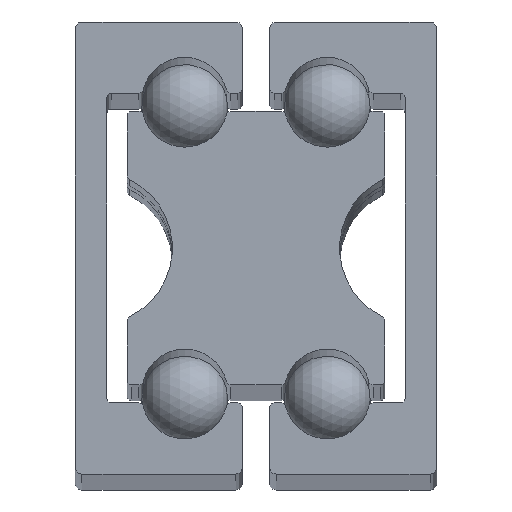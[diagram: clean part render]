
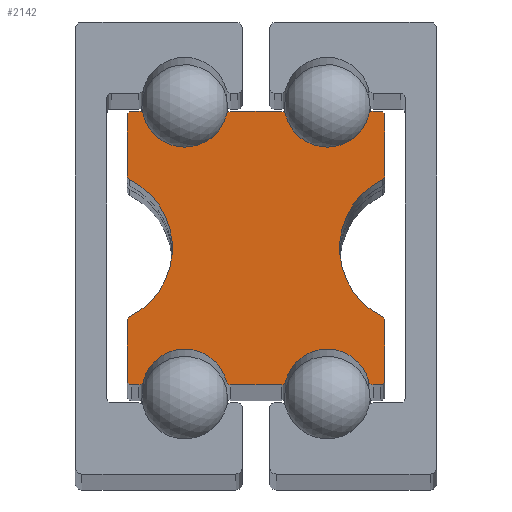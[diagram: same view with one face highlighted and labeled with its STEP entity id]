
A CAD part, top view. The second image highlights one B-rep face of the part: STEP entity #2142.
In plain terms, the highlighted planar face has unit normal (0, 0, 1).
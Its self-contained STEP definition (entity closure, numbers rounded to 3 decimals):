
#67=PLANE('',#2499);
#139=LINE('',#3844,#251);
#143=LINE('',#3856,#255);
#149=LINE('',#3880,#261);
#155=LINE('',#3904,#267);
#157=LINE('',#3913,#269);
#161=LINE('',#3923,#273);
#165=LINE('',#3935,#277);
#171=LINE('',#3959,#283);
#177=LINE('',#3983,#289);
#179=LINE('',#3992,#291);
#251=VECTOR('',#3082,1000.);
#255=VECTOR('',#3094,1000.);
#261=VECTOR('',#3120,1000.);
#267=VECTOR('',#3146,1000.);
#269=VECTOR('',#3158,1000.);
#273=VECTOR('',#3170,1000.);
#277=VECTOR('',#3182,1000.);
#283=VECTOR('',#3208,1000.);
#289=VECTOR('',#3234,1000.);
#291=VECTOR('',#3246,1000.);
#647=ORIENTED_EDGE('',*,*,#888,.T.);
#648=ORIENTED_EDGE('',*,*,#891,.T.);
#649=ORIENTED_EDGE('',*,*,#894,.T.);
#650=ORIENTED_EDGE('',*,*,#897,.T.);
#651=ORIENTED_EDGE('',*,*,#900,.F.);
#652=ORIENTED_EDGE('',*,*,#903,.T.);
#653=ORIENTED_EDGE('',*,*,#906,.T.);
#654=ORIENTED_EDGE('',*,*,#909,.T.);
#655=ORIENTED_EDGE('',*,*,#912,.F.);
#656=ORIENTED_EDGE('',*,*,#915,.T.);
#657=ORIENTED_EDGE('',*,*,#918,.T.);
#658=ORIENTED_EDGE('',*,*,#921,.T.);
#659=ORIENTED_EDGE('',*,*,#923,.T.);
#660=ORIENTED_EDGE('',*,*,#830,.T.);
#661=ORIENTED_EDGE('',*,*,#837,.F.);
#662=ORIENTED_EDGE('',*,*,#843,.T.);
#663=ORIENTED_EDGE('',*,*,#930,.T.);
#664=ORIENTED_EDGE('',*,*,#933,.T.);
#665=ORIENTED_EDGE('',*,*,#936,.T.);
#666=ORIENTED_EDGE('',*,*,#939,.T.);
#667=ORIENTED_EDGE('',*,*,#942,.F.);
#668=ORIENTED_EDGE('',*,*,#945,.T.);
#669=ORIENTED_EDGE('',*,*,#948,.T.);
#670=ORIENTED_EDGE('',*,*,#951,.T.);
#671=ORIENTED_EDGE('',*,*,#954,.F.);
#672=ORIENTED_EDGE('',*,*,#957,.T.);
#673=ORIENTED_EDGE('',*,*,#960,.T.);
#674=ORIENTED_EDGE('',*,*,#963,.T.);
#675=ORIENTED_EDGE('',*,*,#965,.T.);
#676=ORIENTED_EDGE('',*,*,#850,.T.);
#677=ORIENTED_EDGE('',*,*,#857,.F.);
#678=ORIENTED_EDGE('',*,*,#863,.T.);
#830=EDGE_CURVE('',#1879,#1878,#1005,.T.);
#837=EDGE_CURVE('',#1883,#1878,#1006,.T.);
#843=EDGE_CURVE('',#1883,#1887,#1007,.T.);
#850=EDGE_CURVE('',#1895,#1894,#1008,.T.);
#857=EDGE_CURVE('',#1899,#1894,#1009,.T.);
#863=EDGE_CURVE('',#1899,#1903,#1010,.T.);
#888=EDGE_CURVE('',#1903,#1921,#139,.T.);
#891=EDGE_CURVE('',#1921,#1923,#1020,.T.);
#894=EDGE_CURVE('',#1923,#1925,#143,.T.);
#897=EDGE_CURVE('',#1925,#1927,#1022,.T.);
#900=EDGE_CURVE('',#1929,#1927,#1024,.T.);
#903=EDGE_CURVE('',#1929,#1931,#1026,.T.);
#906=EDGE_CURVE('',#1931,#1933,#149,.T.);
#909=EDGE_CURVE('',#1933,#1935,#1028,.T.);
#912=EDGE_CURVE('',#1937,#1935,#1030,.T.);
#915=EDGE_CURVE('',#1937,#1939,#1032,.T.);
#918=EDGE_CURVE('',#1939,#1941,#155,.T.);
#921=EDGE_CURVE('',#1941,#1943,#1034,.T.);
#923=EDGE_CURVE('',#1943,#1879,#157,.T.);
#930=EDGE_CURVE('',#1887,#1945,#161,.T.);
#933=EDGE_CURVE('',#1945,#1947,#1040,.T.);
#936=EDGE_CURVE('',#1947,#1949,#165,.T.);
#939=EDGE_CURVE('',#1949,#1951,#1042,.T.);
#942=EDGE_CURVE('',#1953,#1951,#1044,.T.);
#945=EDGE_CURVE('',#1953,#1955,#1046,.T.);
#948=EDGE_CURVE('',#1955,#1957,#171,.T.);
#951=EDGE_CURVE('',#1957,#1959,#1048,.T.);
#954=EDGE_CURVE('',#1961,#1959,#1050,.T.);
#957=EDGE_CURVE('',#1961,#1963,#1052,.T.);
#960=EDGE_CURVE('',#1963,#1965,#177,.T.);
#963=EDGE_CURVE('',#1965,#1967,#1054,.T.);
#965=EDGE_CURVE('',#1967,#1895,#179,.T.);
#1005=CIRCLE('',#2405,0.2);
#1006=CIRCLE('',#2408,3.379);
#1007=CIRCLE('',#2411,0.2);
#1008=CIRCLE('',#2414,0.2);
#1009=CIRCLE('',#2417,3.379);
#1010=CIRCLE('',#2420,0.2);
#1020=CIRCLE('',#2438,0.2);
#1022=CIRCLE('',#2442,0.2);
#1024=CIRCLE('',#2445,1.9);
#1026=CIRCLE('',#2448,0.2);
#1028=CIRCLE('',#2452,0.2);
#1030=CIRCLE('',#2455,1.9);
#1032=CIRCLE('',#2458,0.2);
#1034=CIRCLE('',#2462,0.2);
#1040=CIRCLE('',#2471,0.2);
#1042=CIRCLE('',#2475,0.2);
#1044=CIRCLE('',#2478,1.9);
#1046=CIRCLE('',#2481,0.2);
#1048=CIRCLE('',#2485,0.2);
#1050=CIRCLE('',#2488,1.9);
#1052=CIRCLE('',#2491,0.2);
#1054=CIRCLE('',#2495,0.2);
#1145=EDGE_LOOP('',(#647,#648,#649,#650,#651,#652,#653,#654,#655,#656,#657,
#658,#659,#660,#661,#662,#663,#664,#665,#666,#667,#668,#669,#670,#671,#672,
#673,#674,#675,#676,#677,#678));
#1878=VERTEX_POINT('',#3609);
#1879=VERTEX_POINT('',#3611);
#1883=VERTEX_POINT('',#3647);
#1887=VERTEX_POINT('',#3671);
#1894=VERTEX_POINT('',#3699);
#1895=VERTEX_POINT('',#3701);
#1899=VERTEX_POINT('',#3737);
#1903=VERTEX_POINT('',#3761);
#1921=VERTEX_POINT('',#3843);
#1923=VERTEX_POINT('',#3849);
#1925=VERTEX_POINT('',#3855);
#1927=VERTEX_POINT('',#3861);
#1929=VERTEX_POINT('',#3867);
#1931=VERTEX_POINT('',#3873);
#1933=VERTEX_POINT('',#3879);
#1935=VERTEX_POINT('',#3885);
#1937=VERTEX_POINT('',#3891);
#1939=VERTEX_POINT('',#3897);
#1941=VERTEX_POINT('',#3903);
#1943=VERTEX_POINT('',#3909);
#1945=VERTEX_POINT('',#3922);
#1947=VERTEX_POINT('',#3928);
#1949=VERTEX_POINT('',#3934);
#1951=VERTEX_POINT('',#3940);
#1953=VERTEX_POINT('',#3946);
#1955=VERTEX_POINT('',#3952);
#1957=VERTEX_POINT('',#3958);
#1959=VERTEX_POINT('',#3964);
#1961=VERTEX_POINT('',#3970);
#1963=VERTEX_POINT('',#3976);
#1965=VERTEX_POINT('',#3982);
#1967=VERTEX_POINT('',#3988);
#2058=FACE_BOUND('',#1145,.T.);
#2142=ADVANCED_FACE('',(#2058),#67,.T.);
#2405=AXIS2_PLACEMENT_3D('',#3610,#2997,#2998);
#2408=AXIS2_PLACEMENT_3D('',#3648,#3006,#3007);
#2411=AXIS2_PLACEMENT_3D('',#3672,#3014,#3015);
#2414=AXIS2_PLACEMENT_3D('',#3700,#3023,#3024);
#2417=AXIS2_PLACEMENT_3D('',#3738,#3032,#3033);
#2420=AXIS2_PLACEMENT_3D('',#3762,#3040,#3041);
#2438=AXIS2_PLACEMENT_3D('',#3850,#3088,#3089);
#2442=AXIS2_PLACEMENT_3D('',#3862,#3100,#3101);
#2445=AXIS2_PLACEMENT_3D('',#3868,#3107,#3108);
#2448=AXIS2_PLACEMENT_3D('',#3874,#3114,#3115);
#2452=AXIS2_PLACEMENT_3D('',#3886,#3126,#3127);
#2455=AXIS2_PLACEMENT_3D('',#3892,#3133,#3134);
#2458=AXIS2_PLACEMENT_3D('',#3898,#3140,#3141);
#2462=AXIS2_PLACEMENT_3D('',#3910,#3152,#3153);
#2471=AXIS2_PLACEMENT_3D('',#3929,#3176,#3177);
#2475=AXIS2_PLACEMENT_3D('',#3941,#3188,#3189);
#2478=AXIS2_PLACEMENT_3D('',#3947,#3195,#3196);
#2481=AXIS2_PLACEMENT_3D('',#3953,#3202,#3203);
#2485=AXIS2_PLACEMENT_3D('',#3965,#3214,#3215);
#2488=AXIS2_PLACEMENT_3D('',#3971,#3221,#3222);
#2491=AXIS2_PLACEMENT_3D('',#3977,#3228,#3229);
#2495=AXIS2_PLACEMENT_3D('',#3989,#3240,#3241);
#2499=AXIS2_PLACEMENT_3D('',#3995,#3250,#3251);
#2997=DIRECTION('',(0.,0.,1.));
#2998=DIRECTION('',(1.,0.,0.));
#3006=DIRECTION('',(0.,0.,1.));
#3007=DIRECTION('',(1.,0.,0.));
#3014=DIRECTION('',(0.,0.,1.));
#3015=DIRECTION('',(1.,0.,0.));
#3023=DIRECTION('',(0.,0.,1.));
#3024=DIRECTION('',(1.,0.,0.));
#3032=DIRECTION('',(0.,0.,1.));
#3033=DIRECTION('',(1.,0.,0.));
#3040=DIRECTION('',(0.,0.,1.));
#3041=DIRECTION('',(1.,0.,0.));
#3082=DIRECTION('',(0.,-1.,0.));
#3088=DIRECTION('',(0.,0.,1.));
#3089=DIRECTION('',(1.,0.,0.));
#3094=DIRECTION('',(1.,0.,0.));
#3100=DIRECTION('',(0.,0.,1.));
#3101=DIRECTION('',(1.,0.,0.));
#3107=DIRECTION('',(0.,0.,1.));
#3108=DIRECTION('',(1.,0.,0.));
#3114=DIRECTION('',(0.,0.,1.));
#3115=DIRECTION('',(1.,0.,0.));
#3120=DIRECTION('',(1.,0.,0.));
#3126=DIRECTION('',(0.,0.,1.));
#3127=DIRECTION('',(1.,0.,0.));
#3133=DIRECTION('',(0.,0.,1.));
#3134=DIRECTION('',(1.,0.,0.));
#3140=DIRECTION('',(0.,0.,1.));
#3141=DIRECTION('',(1.,0.,0.));
#3146=DIRECTION('',(1.,0.,0.));
#3152=DIRECTION('',(0.,0.,1.));
#3153=DIRECTION('',(1.,0.,0.));
#3158=DIRECTION('',(0.,1.,0.));
#3170=DIRECTION('',(0.,1.,0.));
#3176=DIRECTION('',(0.,0.,1.));
#3177=DIRECTION('',(1.,0.,0.));
#3182=DIRECTION('',(-1.,0.,0.));
#3188=DIRECTION('',(0.,0.,1.));
#3189=DIRECTION('',(1.,0.,0.));
#3195=DIRECTION('',(0.,0.,1.));
#3196=DIRECTION('',(1.,0.,0.));
#3202=DIRECTION('',(0.,0.,1.));
#3203=DIRECTION('',(1.,0.,0.));
#3208=DIRECTION('',(-1.,0.,0.));
#3214=DIRECTION('',(0.,0.,1.));
#3215=DIRECTION('',(1.,0.,0.));
#3221=DIRECTION('',(0.,0.,1.));
#3222=DIRECTION('',(1.,0.,0.));
#3228=DIRECTION('',(0.,0.,1.));
#3229=DIRECTION('',(1.,0.,0.));
#3234=DIRECTION('',(-1.,0.,0.));
#3240=DIRECTION('',(0.,0.,1.));
#3241=DIRECTION('',(1.,0.,0.));
#3246=DIRECTION('',(0.,-1.,0.));
#3250=DIRECTION('',(0.,0.,1.));
#3251=DIRECTION('',(1.,0.,0.));
#3609=CARTESIAN_POINT('',(11.288,3.017,400.));
#3610=CARTESIAN_POINT('',(11.2,2.838,400.));
#3611=CARTESIAN_POINT('',(11.4,2.838,400.));
#3647=CARTESIAN_POINT('',(11.288,9.083,400.));
#3648=CARTESIAN_POINT('',(12.779,6.05,400.));
#3671=CARTESIAN_POINT('',(11.4,9.262,400.));
#3672=CARTESIAN_POINT('',(11.2,9.262,400.));
#3699=CARTESIAN_POINT('',(0.112,9.083,400.));
#3700=CARTESIAN_POINT('',(0.2,9.262,400.));
#3701=CARTESIAN_POINT('',(0.,9.262,400.));
#3737=CARTESIAN_POINT('',(0.112,3.017,400.));
#3738=CARTESIAN_POINT('',(-1.379,6.05,400.));
#3761=CARTESIAN_POINT('',(0.,2.838,400.));
#3762=CARTESIAN_POINT('',(0.2,2.838,400.));
#3843=CARTESIAN_POINT('',(0.,0.2,400.));
#3844=CARTESIAN_POINT('',(0.,2.838,400.));
#3849=CARTESIAN_POINT('',(0.2,0.,400.));
#3850=CARTESIAN_POINT('',(0.2,0.2,400.));
#3855=CARTESIAN_POINT('',(0.514,0.,400.));
#3856=CARTESIAN_POINT('',(0.2,0.,400.));
#3861=CARTESIAN_POINT('',(0.708,0.151,400.));
#3862=CARTESIAN_POINT('',(0.514,0.2,400.));
#3867=CARTESIAN_POINT('',(4.392,0.151,400.));
#3868=CARTESIAN_POINT('',(2.55,-0.315,400.));
#3873=CARTESIAN_POINT('',(4.586,0.,400.));
#3874=CARTESIAN_POINT('',(4.586,0.2,400.));
#3879=CARTESIAN_POINT('',(6.814,0.,400.));
#3880=CARTESIAN_POINT('',(4.586,0.,400.));
#3885=CARTESIAN_POINT('',(7.008,0.151,400.));
#3886=CARTESIAN_POINT('',(6.814,0.2,400.));
#3891=CARTESIAN_POINT('',(10.692,0.151,400.));
#3892=CARTESIAN_POINT('',(8.85,-0.315,400.));
#3897=CARTESIAN_POINT('',(10.886,0.,400.));
#3898=CARTESIAN_POINT('',(10.886,0.2,400.));
#3903=CARTESIAN_POINT('',(11.2,0.,400.));
#3904=CARTESIAN_POINT('',(10.886,0.,400.));
#3909=CARTESIAN_POINT('',(11.4,0.2,400.));
#3910=CARTESIAN_POINT('',(11.2,0.2,400.));
#3913=CARTESIAN_POINT('',(11.4,0.2,400.));
#3922=CARTESIAN_POINT('',(11.4,11.9,400.));
#3923=CARTESIAN_POINT('',(11.4,9.262,400.));
#3928=CARTESIAN_POINT('',(11.2,12.1,400.));
#3929=CARTESIAN_POINT('',(11.2,11.9,400.));
#3934=CARTESIAN_POINT('',(10.886,12.1,400.));
#3935=CARTESIAN_POINT('',(11.2,12.1,400.));
#3940=CARTESIAN_POINT('',(10.692,11.949,400.));
#3941=CARTESIAN_POINT('',(10.886,11.9,400.));
#3946=CARTESIAN_POINT('',(7.008,11.949,400.));
#3947=CARTESIAN_POINT('',(8.85,12.415,400.));
#3952=CARTESIAN_POINT('',(6.814,12.1,400.));
#3953=CARTESIAN_POINT('',(6.814,11.9,400.));
#3958=CARTESIAN_POINT('',(4.586,12.1,400.));
#3959=CARTESIAN_POINT('',(6.814,12.1,400.));
#3964=CARTESIAN_POINT('',(4.392,11.949,400.));
#3965=CARTESIAN_POINT('',(4.586,11.9,400.));
#3970=CARTESIAN_POINT('',(0.708,11.949,400.));
#3971=CARTESIAN_POINT('',(2.55,12.415,400.));
#3976=CARTESIAN_POINT('',(0.514,12.1,400.));
#3977=CARTESIAN_POINT('',(0.514,11.9,400.));
#3982=CARTESIAN_POINT('',(0.2,12.1,400.));
#3983=CARTESIAN_POINT('',(0.514,12.1,400.));
#3988=CARTESIAN_POINT('',(0.,11.9,400.));
#3989=CARTESIAN_POINT('',(0.2,11.9,400.));
#3992=CARTESIAN_POINT('',(0.,11.9,400.));
#3995=CARTESIAN_POINT('',(0.2,0.2,400.));
